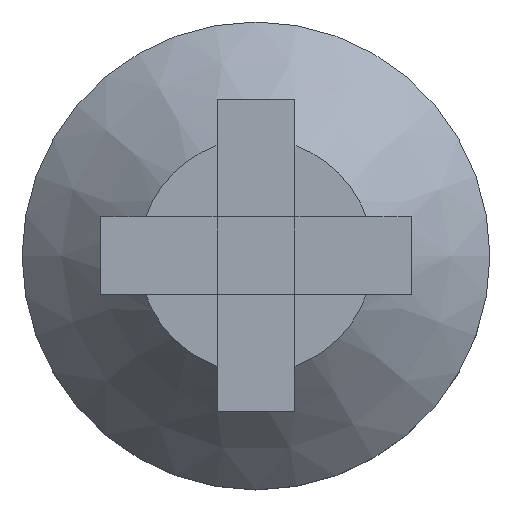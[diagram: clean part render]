
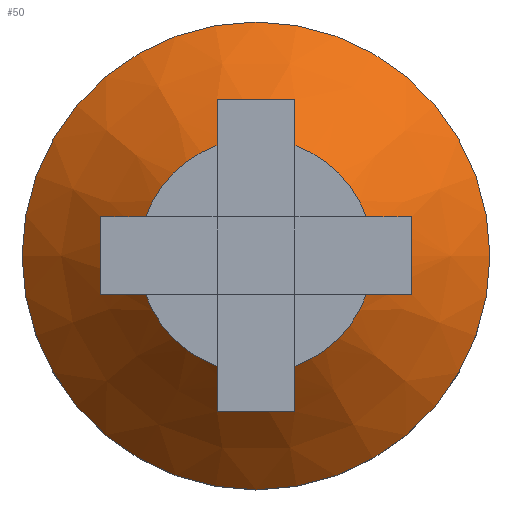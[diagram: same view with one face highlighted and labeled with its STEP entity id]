
A CAD part, top view. The second image highlights one B-rep face of the part: STEP entity #50.
In plain terms, the highlighted conical face has half-angle 45 degrees and reference radius 1.5 mm.
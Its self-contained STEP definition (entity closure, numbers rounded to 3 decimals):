
#21 = EDGE_CURVE('',#22,#22,#24,.T.);
#22 = VERTEX_POINT('',#23);
#23 = CARTESIAN_POINT('',(3.,0.,7.5));
#24 = CIRCLE('',#25,3.);
#25 = AXIS2_PLACEMENT_3D('',#26,#27,#28);
#26 = CARTESIAN_POINT('',(0.,0.,7.5));
#27 = DIRECTION('',(0.,0.,1.));
#28 = DIRECTION('',(1.,0.,0.));
#50 = ADVANCED_FACE('',(#51),#214,.T.);
#51 = FACE_BOUND('',#52,.F.);
#52 = EDGE_LOOP('',(#53,#64,#73,#82,#91,#100,#109,#118,#127,#136,#145,
    #154,#163,#172,#181,#190,#199,#205,#206,#207));
#53 = ORIENTED_EDGE('',*,*,#54,.T.);
#54 = EDGE_CURVE('',#55,#57,#59,.T.);
#55 = VERTEX_POINT('',#56);
#56 = CARTESIAN_POINT('',(2.,0.5,8.438));
#57 = VERTEX_POINT('',#58);
#58 = CARTESIAN_POINT('',(1.414,0.5,9.));
#59 = HYPERBOLA('',#60,0.5,0.5);
#60 = AXIS2_PLACEMENT_3D('',#61,#62,#63);
#61 = CARTESIAN_POINT('',(0.,0.5,10.5));
#62 = DIRECTION('',(0.,1.,0.));
#63 = DIRECTION('',(0.,0.,-1.));
#64 = ORIENTED_EDGE('',*,*,#65,.T.);
#65 = EDGE_CURVE('',#57,#66,#68,.T.);
#66 = VERTEX_POINT('',#67);
#67 = CARTESIAN_POINT('',(0.5,1.414,9.));
#68 = CIRCLE('',#69,1.5);
#69 = AXIS2_PLACEMENT_3D('',#70,#71,#72);
#70 = CARTESIAN_POINT('',(0.,0.,9.));
#71 = DIRECTION('',(0.,-0.,1.));
#72 = DIRECTION('',(1.,0.,0.));
#73 = ORIENTED_EDGE('',*,*,#74,.T.);
#74 = EDGE_CURVE('',#66,#75,#77,.T.);
#75 = VERTEX_POINT('',#76);
#76 = CARTESIAN_POINT('',(0.5,2.,8.438));
#77 = HYPERBOLA('',#78,0.5,0.5);
#78 = AXIS2_PLACEMENT_3D('',#79,#80,#81);
#79 = CARTESIAN_POINT('',(0.5,0.,10.5));
#80 = DIRECTION('',(1.,-0.,0.));
#81 = DIRECTION('',(0.,0.,-1.));
#82 = ORIENTED_EDGE('',*,*,#83,.T.);
#83 = EDGE_CURVE('',#75,#84,#86,.T.);
#84 = VERTEX_POINT('',#85);
#85 = CARTESIAN_POINT('',(-0.5,2.,8.438));
#86 = HYPERBOLA('',#87,2.,2.);
#87 = AXIS2_PLACEMENT_3D('',#88,#89,#90);
#88 = CARTESIAN_POINT('',(0.,2.,10.5));
#89 = DIRECTION('',(0.,1.,0.));
#90 = DIRECTION('',(0.,0.,-1.));
#91 = ORIENTED_EDGE('',*,*,#92,.F.);
#92 = EDGE_CURVE('',#93,#84,#95,.T.);
#93 = VERTEX_POINT('',#94);
#94 = CARTESIAN_POINT('',(-0.5,1.414,9.));
#95 = HYPERBOLA('',#96,0.5,0.5);
#96 = AXIS2_PLACEMENT_3D('',#97,#98,#99);
#97 = CARTESIAN_POINT('',(-0.5,0.,10.5));
#98 = DIRECTION('',(1.,-0.,0.));
#99 = DIRECTION('',(0.,0.,-1.));
#100 = ORIENTED_EDGE('',*,*,#101,.T.);
#101 = EDGE_CURVE('',#93,#102,#104,.T.);
#102 = VERTEX_POINT('',#103);
#103 = CARTESIAN_POINT('',(-1.414,0.5,9.));
#104 = CIRCLE('',#105,1.5);
#105 = AXIS2_PLACEMENT_3D('',#106,#107,#108);
#106 = CARTESIAN_POINT('',(0.,0.,9.));
#107 = DIRECTION('',(0.,-0.,1.));
#108 = DIRECTION('',(1.,0.,0.));
#109 = ORIENTED_EDGE('',*,*,#110,.T.);
#110 = EDGE_CURVE('',#102,#111,#113,.T.);
#111 = VERTEX_POINT('',#112);
#112 = CARTESIAN_POINT('',(-2.,0.5,8.438));
#113 = HYPERBOLA('',#114,0.5,0.5);
#114 = AXIS2_PLACEMENT_3D('',#115,#116,#117);
#115 = CARTESIAN_POINT('',(0.,0.5,10.5));
#116 = DIRECTION('',(0.,1.,0.));
#117 = DIRECTION('',(0.,0.,-1.));
#118 = ORIENTED_EDGE('',*,*,#119,.F.);
#119 = EDGE_CURVE('',#120,#111,#122,.T.);
#120 = VERTEX_POINT('',#121);
#121 = CARTESIAN_POINT('',(-2.,-0.5,8.438));
#122 = HYPERBOLA('',#123,2.,2.);
#123 = AXIS2_PLACEMENT_3D('',#124,#125,#126);
#124 = CARTESIAN_POINT('',(-2.,0.,10.5));
#125 = DIRECTION('',(1.,-0.,0.));
#126 = DIRECTION('',(0.,0.,-1.));
#127 = ORIENTED_EDGE('',*,*,#128,.F.);
#128 = EDGE_CURVE('',#129,#120,#131,.T.);
#129 = VERTEX_POINT('',#130);
#130 = CARTESIAN_POINT('',(-1.414,-0.5,9.));
#131 = HYPERBOLA('',#132,0.5,0.5);
#132 = AXIS2_PLACEMENT_3D('',#133,#134,#135);
#133 = CARTESIAN_POINT('',(0.,-0.5,10.5));
#134 = DIRECTION('',(0.,1.,0.));
#135 = DIRECTION('',(0.,0.,-1.));
#136 = ORIENTED_EDGE('',*,*,#137,.T.);
#137 = EDGE_CURVE('',#129,#138,#140,.T.);
#138 = VERTEX_POINT('',#139);
#139 = CARTESIAN_POINT('',(-0.5,-1.414,9.));
#140 = CIRCLE('',#141,1.5);
#141 = AXIS2_PLACEMENT_3D('',#142,#143,#144);
#142 = CARTESIAN_POINT('',(0.,0.,9.));
#143 = DIRECTION('',(0.,-0.,1.));
#144 = DIRECTION('',(1.,0.,0.));
#145 = ORIENTED_EDGE('',*,*,#146,.F.);
#146 = EDGE_CURVE('',#147,#138,#149,.T.);
#147 = VERTEX_POINT('',#148);
#148 = CARTESIAN_POINT('',(-0.5,-2.,8.438));
#149 = HYPERBOLA('',#150,0.5,0.5);
#150 = AXIS2_PLACEMENT_3D('',#151,#152,#153);
#151 = CARTESIAN_POINT('',(-0.5,0.,10.5));
#152 = DIRECTION('',(1.,-0.,0.));
#153 = DIRECTION('',(0.,0.,-1.));
#154 = ORIENTED_EDGE('',*,*,#155,.F.);
#155 = EDGE_CURVE('',#156,#147,#158,.T.);
#156 = VERTEX_POINT('',#157);
#157 = CARTESIAN_POINT('',(0.5,-2.,8.438));
#158 = HYPERBOLA('',#159,2.,2.);
#159 = AXIS2_PLACEMENT_3D('',#160,#161,#162);
#160 = CARTESIAN_POINT('',(0.,-2.,10.5));
#161 = DIRECTION('',(0.,1.,0.));
#162 = DIRECTION('',(0.,0.,-1.));
#163 = ORIENTED_EDGE('',*,*,#164,.T.);
#164 = EDGE_CURVE('',#156,#165,#167,.T.);
#165 = VERTEX_POINT('',#166);
#166 = CARTESIAN_POINT('',(0.5,-1.414,9.));
#167 = HYPERBOLA('',#168,0.5,0.5);
#168 = AXIS2_PLACEMENT_3D('',#169,#170,#171);
#169 = CARTESIAN_POINT('',(0.5,0.,10.5));
#170 = DIRECTION('',(1.,-0.,0.));
#171 = DIRECTION('',(0.,0.,-1.));
#172 = ORIENTED_EDGE('',*,*,#173,.T.);
#173 = EDGE_CURVE('',#165,#174,#176,.T.);
#174 = VERTEX_POINT('',#175);
#175 = CARTESIAN_POINT('',(1.414,-0.5,9.));
#176 = CIRCLE('',#177,1.5);
#177 = AXIS2_PLACEMENT_3D('',#178,#179,#180);
#178 = CARTESIAN_POINT('',(0.,0.,9.));
#179 = DIRECTION('',(0.,-0.,1.));
#180 = DIRECTION('',(1.,0.,0.));
#181 = ORIENTED_EDGE('',*,*,#182,.F.);
#182 = EDGE_CURVE('',#183,#174,#185,.T.);
#183 = VERTEX_POINT('',#184);
#184 = CARTESIAN_POINT('',(2.,-0.5,8.438));
#185 = HYPERBOLA('',#186,0.5,0.5);
#186 = AXIS2_PLACEMENT_3D('',#187,#188,#189);
#187 = CARTESIAN_POINT('',(0.,-0.5,10.5));
#188 = DIRECTION('',(0.,1.,0.));
#189 = DIRECTION('',(0.,0.,-1.));
#190 = ORIENTED_EDGE('',*,*,#191,.T.);
#191 = EDGE_CURVE('',#183,#192,#194,.T.);
#192 = VERTEX_POINT('',#193);
#193 = CARTESIAN_POINT('',(2.,0.,8.5));
#194 = HYPERBOLA('',#195,2.,2.);
#195 = AXIS2_PLACEMENT_3D('',#196,#197,#198);
#196 = CARTESIAN_POINT('',(2.,0.,10.5));
#197 = DIRECTION('',(1.,-0.,0.));
#198 = DIRECTION('',(0.,0.,-1.));
#199 = ORIENTED_EDGE('',*,*,#200,.T.);
#200 = EDGE_CURVE('',#192,#22,#201,.T.);
#201 = LINE('',#202,#203);
#202 = CARTESIAN_POINT('',(1.5,0.,9.));
#203 = VECTOR('',#204,1.);
#204 = DIRECTION('',(0.707,0.,-0.707)
  );
#205 = ORIENTED_EDGE('',*,*,#21,.F.);
#206 = ORIENTED_EDGE('',*,*,#200,.F.);
#207 = ORIENTED_EDGE('',*,*,#208,.T.);
#208 = EDGE_CURVE('',#192,#55,#209,.T.);
#209 = HYPERBOLA('',#210,2.,2.);
#210 = AXIS2_PLACEMENT_3D('',#211,#212,#213);
#211 = CARTESIAN_POINT('',(2.,0.,10.5));
#212 = DIRECTION('',(1.,-0.,0.));
#213 = DIRECTION('',(0.,0.,-1.));
#214 = CONICAL_SURFACE('',#215,1.5,0.785);
#215 = AXIS2_PLACEMENT_3D('',#216,#217,#218);
#216 = CARTESIAN_POINT('',(0.,0.,9.));
#217 = DIRECTION('',(-0.,-0.,-1.));
#218 = DIRECTION('',(1.,0.,0.));
